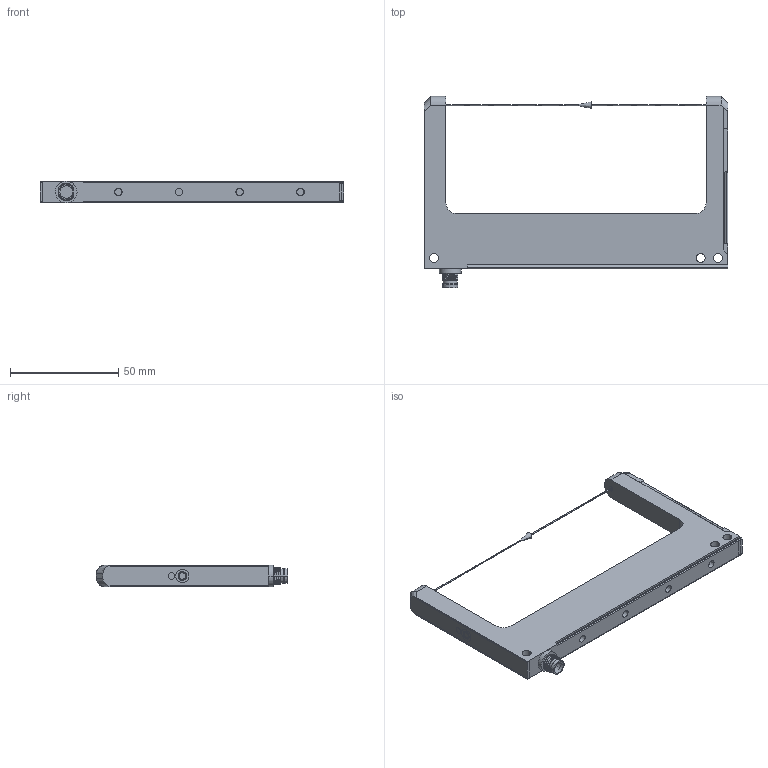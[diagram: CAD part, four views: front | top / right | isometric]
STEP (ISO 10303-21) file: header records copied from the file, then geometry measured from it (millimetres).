
FILE_DESCRIPTION((''),'2;1');
FILE_NAME('FGL_120_NONE_ASM','2010-12-03T',('mabamberg'),(''),'PRO/ENGINEER BY PARAMETRIC TECHNOLOGY CORPORATION, 2006300','PRO/ENGINEER BY PARAMETRIC TECHNOLOGY CORPORATION, 2006300','');
FILE_SCHEMA(('CONFIG_CONTROL_DESIGN'));
Length unit declared in the file: millimetre
Products named in the file (36): FGL120_NONE; _TEIL1_NONE; DECKEL_SENDER_SCHWALBENSCHWANZ__ASM; ____TEIL1_NONE; _WEICHTEIL_NONE; _DECKEL_EMPFAENGER_VERSION4_50E_ASM; BB40C-16607; BB40C-16695; BB40C-16783; BB40C-16871; BB40C-16959; BB40C-17047; BB40C-17135; BB40C-17223; BB40C-17311; BB40C-17529; BB40C-17617; BB40C-17705; BB40C-17793; BB40C-17881; BB40C-17969; BB40C-18057; BB40C-18145; BB40C-18233; BB40C-18321; BB40C-18409; BB40C-18497; BB40C-18585; BB40C-18673; BB40C-18761; BB40C-18859; BB40C-18967; BB40C-19065; BB40C-19173; OPTISCHE_ACHSE_2_NONE_ASM; FGL_120_NONE_ASM
Assembly tree (35 placements, depth 3):
  FGL_120_NONE_ASM
    FGL120_NONE
    DECKEL_SENDER_SCHWALBENSCHWANZ__ASM
      _TEIL1_NONE
    _DECKEL_EMPFAENGER_VERSION4_50E_ASM
      ____TEIL1_NONE
      _WEICHTEIL_NONE
    OPTISCHE_ACHSE_2_NONE_ASM
      BB40C-16607
      BB40C-16695
      BB40C-16783
      BB40C-16871
      BB40C-16959
      BB40C-17047
      BB40C-17135
      BB40C-17223
      BB40C-17311
      BB40C-17529
      BB40C-17617
      BB40C-17705
      BB40C-17793
      BB40C-17881
      BB40C-17969
      BB40C-18057
      BB40C-18145
      BB40C-18233
      BB40C-18321
      BB40C-18409
      BB40C-18497
      BB40C-18585
      BB40C-18673
      BB40C-18761
      BB40C-18859
      BB40C-18967
      BB40C-19065
      BB40C-19173
Bounding box: 140 x 88.1 x 10 mm (x, y, z)
Volume: 44573.8 mm3; surface area: 19884.2 mm2
Topology: 32 solids, 32 shells, 325 faces, 754 edges, 505 vertices
Faces by surface type: plane 166, cylinder 115, bspline 22, cone 18, extrusion 4
Entity records: 14670 total; most frequent: CARTESIAN_POINT 3842, DIRECTION 1722, ORIENTED_EDGE 1508, PRESENTATION_STYLE_ASSIGNMENT 786, STYLED_ITEM 786, CURVE_STYLE 754, EDGE_CURVE 754, AXIS2_PLACEMENT_3D 662
